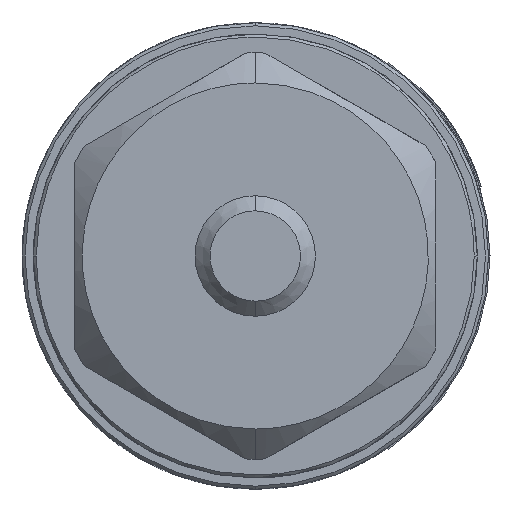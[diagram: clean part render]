
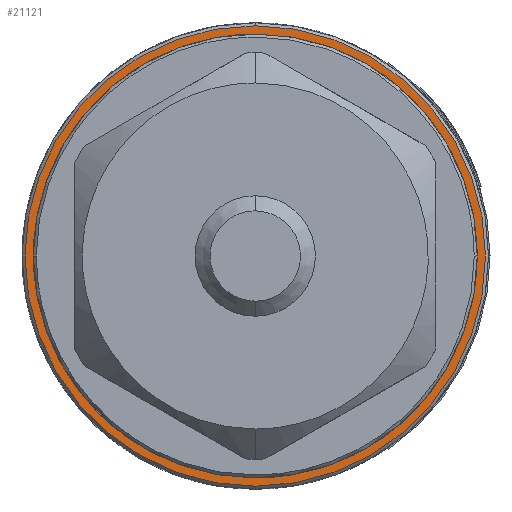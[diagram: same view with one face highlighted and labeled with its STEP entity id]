
A CAD part, front view. The second image highlights one B-rep face of the part: STEP entity #21121.
In plain terms, the highlighted planar face has unit normal (0, -1, 0).
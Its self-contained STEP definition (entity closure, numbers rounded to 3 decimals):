
#238 = CIRCLE ( 'NONE', #13997, 15.3 ) ;
#446 = DIRECTION ( 'NONE',  ( 0., 0., -1. ) ) ;
#3639 = EDGE_CURVE ( 'NONE', #42991, #21890, #17003, .T. ) ;
#4848 = DIRECTION ( 'NONE',  ( 0., 1., 0. ) ) ;
#6414 = AXIS2_PLACEMENT_3D ( 'NONE', #44330, #21476, #48168 ) ;
#8742 = VERTEX_POINT ( 'NONE', #24043 ) ;
#10780 = ORIENTED_EDGE ( 'NONE', *, *, #46492, .F. ) ;
#12114 = EDGE_CURVE ( 'NONE', #8742, #12450, #22989, .T. ) ;
#12450 = VERTEX_POINT ( 'NONE', #47423 ) ;
#13164 = EDGE_LOOP ( 'NONE', ( #14544, #42752 ) ) ;
#13997 = AXIS2_PLACEMENT_3D ( 'NONE', #14934, #41794, #18800 ) ;
#14544 = ORIENTED_EDGE ( 'NONE', *, *, #12114, .T. ) ;
#14934 = CARTESIAN_POINT ( 'NONE',  ( 0., -10.25, 0. ) ) ;
#15471 = AXIS2_PLACEMENT_3D ( 'NONE', #46476, #23687, #446 ) ;
#17003 = CIRCLE ( 'NONE', #24834, 15.3 ) ;
#17074 = EDGE_CURVE ( 'NONE', #12450, #8742, #31753, .T. ) ;
#18640 = CARTESIAN_POINT ( 'NONE',  ( 0., -10.25, 15.3 ) ) ;
#18800 = DIRECTION ( 'NONE',  ( 0., 0., 1. ) ) ;
#19112 = ORIENTED_EDGE ( 'NONE', *, *, #3639, .F. ) ;
#20969 = PLANE ( 'NONE',  #6414 ) ;
#21121 = ADVANCED_FACE ( 'NONE', ( #43860, #23625 ), #20969, .T. ) ;
#21476 = DIRECTION ( 'NONE',  ( 0., -1., 0. ) ) ;
#21890 = VERTEX_POINT ( 'NONE', #18640 ) ;
#22138 = CARTESIAN_POINT ( 'NONE',  ( 0., -10.25, 0. ) ) ;
#22989 = CIRCLE ( 'NONE', #36624, 13. ) ;
#23625 = FACE_OUTER_BOUND ( 'NONE', #25240, .T. ) ;
#23687 = DIRECTION ( 'NONE',  ( 0., 1., 0. ) ) ;
#24043 = CARTESIAN_POINT ( 'NONE',  ( 0., -10.25, -13. ) ) ;
#24834 = AXIS2_PLACEMENT_3D ( 'NONE', #28046, #4848, #31914 ) ;
#25240 = EDGE_LOOP ( 'NONE', ( #10780, #19112 ) ) ;
#26021 = DIRECTION ( 'NONE',  ( 0., 0., -1. ) ) ;
#27723 = CARTESIAN_POINT ( 'NONE',  ( 0., -10.25, -15.3 ) ) ;
#28046 = CARTESIAN_POINT ( 'NONE',  ( 0., -10.25, 0. ) ) ;
#31753 = CIRCLE ( 'NONE', #15471, 13. ) ;
#31914 = DIRECTION ( 'NONE',  ( 0., 0., 1. ) ) ;
#36624 = AXIS2_PLACEMENT_3D ( 'NONE', #22138, #48841, #26021 ) ;
#41794 = DIRECTION ( 'NONE',  ( 0., 1., 0. ) ) ;
#42752 = ORIENTED_EDGE ( 'NONE', *, *, #17074, .T. ) ;
#42991 = VERTEX_POINT ( 'NONE', #27723 ) ;
#43860 = FACE_BOUND ( 'NONE', #13164, .T. ) ;
#44330 = CARTESIAN_POINT ( 'NONE',  ( 12.5, -10.25, 0. ) ) ;
#46476 = CARTESIAN_POINT ( 'NONE',  ( 0., -10.25, 0. ) ) ;
#46492 = EDGE_CURVE ( 'NONE', #21890, #42991, #238, .T. ) ;
#47423 = CARTESIAN_POINT ( 'NONE',  ( 0., -10.25, 13. ) ) ;
#48168 = DIRECTION ( 'NONE',  ( 0., 0., -1. ) ) ;
#48841 = DIRECTION ( 'NONE',  ( 0., 1., 0. ) ) ;
